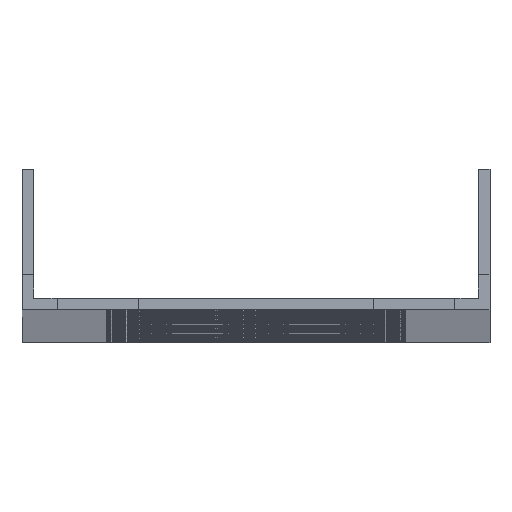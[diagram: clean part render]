
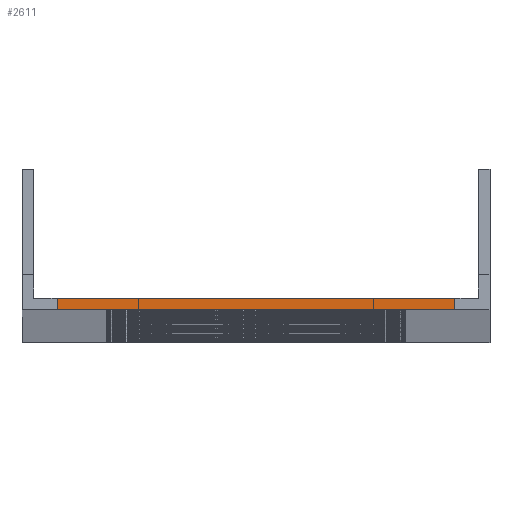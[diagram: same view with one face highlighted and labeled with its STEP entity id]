
A CAD part, top view. The second image highlights one B-rep face of the part: STEP entity #2611.
In plain terms, the highlighted planar face has unit normal (0, 0, 1).
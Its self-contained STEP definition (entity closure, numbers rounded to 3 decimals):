
#58 = CARTESIAN_POINT ( 'NONE',  ( 21.25, 0., 2000. ) ) ;
#515 = VERTEX_POINT ( 'NONE', #24239 ) ;
#1301 = VECTOR ( 'NONE', #24305, 1000. ) ;
#2611 = ADVANCED_FACE ( 'NONE', ( #10981 ), #27067, .T. ) ;
#2861 = LINE ( 'NONE', #4691, #7768 ) ;
#3569 = ORIENTED_EDGE ( 'NONE', *, *, #15100, .T. ) ;
#4457 = VECTOR ( 'NONE', #11663, 1000. ) ;
#4691 = CARTESIAN_POINT ( 'NONE',  ( 21.25, 0., 2000. ) ) ;
#5105 = LINE ( 'NONE', #15893, #4457 ) ;
#6493 = EDGE_CURVE ( 'NONE', #13635, #515, #16389, .T. ) ;
#6793 = DIRECTION ( 'NONE',  ( 0., 1., 0. ) ) ;
#6854 = LINE ( 'NONE', #18049, #1301 ) ;
#7768 = VECTOR ( 'NONE', #6793, 1000. ) ;
#8425 = ORIENTED_EDGE ( 'NONE', *, *, #6493, .F. ) ;
#10164 = VECTOR ( 'NONE', #19349, 1000. ) ;
#10981 = FACE_OUTER_BOUND ( 'NONE', #23952, .T. ) ;
#11663 = DIRECTION ( 'NONE',  ( -1., 0., 0. ) ) ;
#13635 = VERTEX_POINT ( 'NONE', #58 ) ;
#14385 = ORIENTED_EDGE ( 'NONE', *, *, #20974, .T. ) ;
#15074 = CARTESIAN_POINT ( 'NONE',  ( -25., 0., 2000. ) ) ;
#15100 = EDGE_CURVE ( 'NONE', #18500, #19623, #5105, .T. ) ;
#15893 = CARTESIAN_POINT ( 'NONE',  ( -25., 1.25, 2000. ) ) ;
#16389 = LINE ( 'NONE', #15074, #10164 ) ;
#18049 = CARTESIAN_POINT ( 'NONE',  ( -21.25, 1.25, 2000. ) ) ;
#18500 = VERTEX_POINT ( 'NONE', #23997 ) ;
#19349 = DIRECTION ( 'NONE',  ( -1., 0., 0. ) ) ;
#19623 = VERTEX_POINT ( 'NONE', #21811 ) ;
#20974 = EDGE_CURVE ( 'NONE', #19623, #515, #6854, .T. ) ;
#21811 = CARTESIAN_POINT ( 'NONE',  ( -21.25, 1.25, 2000. ) ) ;
#23952 = EDGE_LOOP ( 'NONE', ( #8425, #24131, #3569, #14385 ) ) ;
#23997 = CARTESIAN_POINT ( 'NONE',  ( 21.25, 1.25, 2000. ) ) ;
#24131 = ORIENTED_EDGE ( 'NONE', *, *, #26152, .T. ) ;
#24239 = CARTESIAN_POINT ( 'NONE',  ( -21.25, 0., 2000. ) ) ;
#24305 = DIRECTION ( 'NONE',  ( 0., -1., 0. ) ) ;
#26152 = EDGE_CURVE ( 'NONE', #13635, #18500, #2861, .T. ) ;
#26634 = DIRECTION ( 'NONE',  ( 1., 0., 0. ) ) ;
#26690 = AXIS2_PLACEMENT_3D ( 'NONE', #26804, #26701, #26634 ) ;
#26701 = DIRECTION ( 'NONE',  ( 0., 0., 1. ) ) ;
#26804 = CARTESIAN_POINT ( 'NONE',  ( 23.75, 3.75, 2000. ) ) ;
#27067 = PLANE ( 'NONE',  #26690 ) ;
